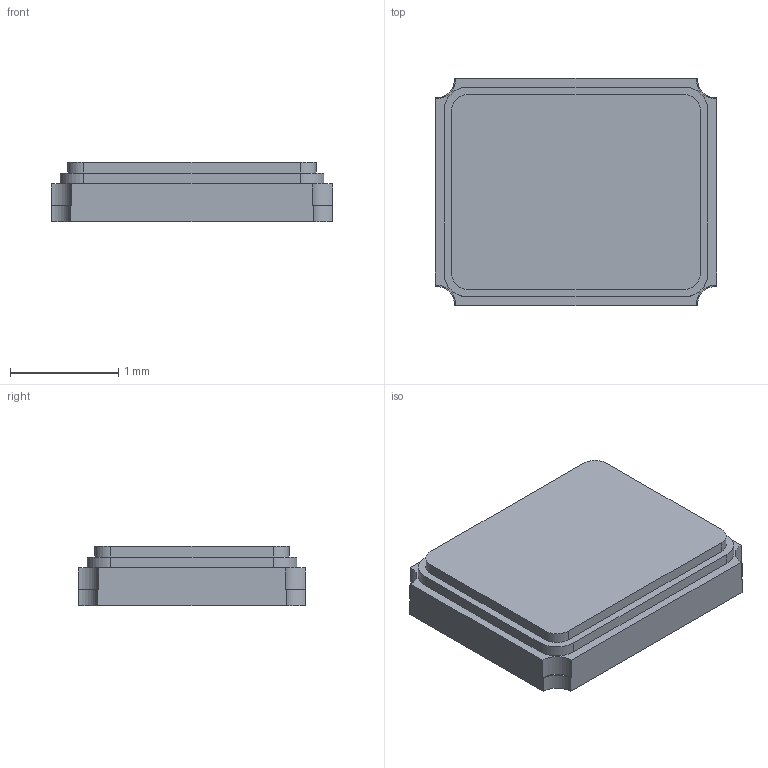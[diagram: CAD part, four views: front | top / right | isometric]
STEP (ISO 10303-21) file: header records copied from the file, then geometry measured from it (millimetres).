
FILE_DESCRIPTION (( 'STEP AP214' ), '1' );
FILE_NAME ('User Library-Crystal NDK NX2520SA series.STEP', '2016-03-09T01:04:23', ( 'Windows User' ), ( '' ), 'SwSTEP 2.0', 'SolidWorks 2016', '' );
FILE_SCHEMA (( 'AUTOMOTIVE_DESIGN' ));
Length unit declared in the file: millimetre
Products named in the file (1): User Library-Crystal NDK NX2520SA series
Bounding box: 2.6 x 2.1 x 0.55 mm (x, y, z)
Volume: 2.8 mm3; surface area: 15.5 mm2
Topology: 1 solids, 1 shells, 36 faces, 96 edges, 64 vertices
Faces by surface type: plane 20, cylinder 16
Entity records: 1463 total; most frequent: DIRECTION 202, CARTESIAN_POINT 197, ORIENTED_EDGE 192, EDGE_CURVE 96, AXIS2_PLACEMENT_3D 69, LINE 64, VECTOR 64, VERTEX_POINT 64
